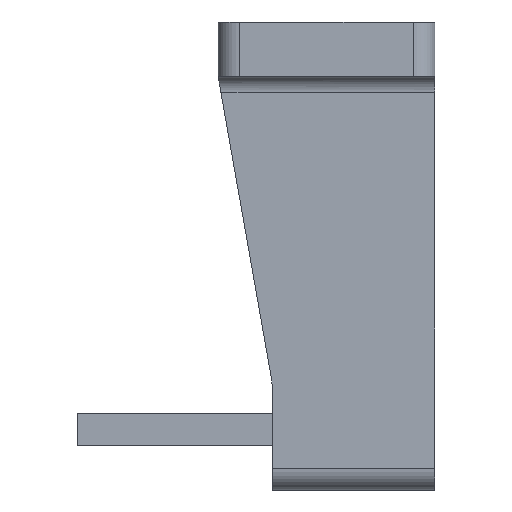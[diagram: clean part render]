
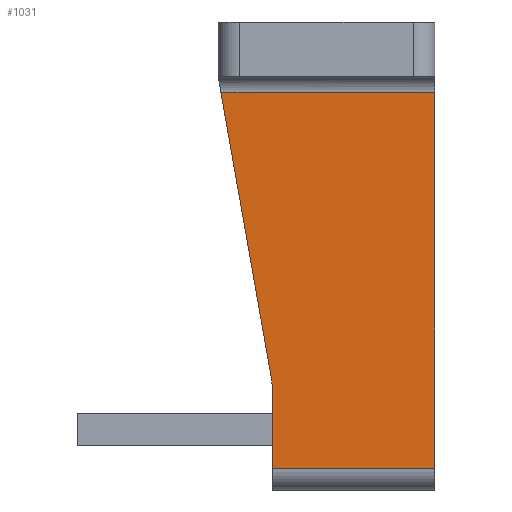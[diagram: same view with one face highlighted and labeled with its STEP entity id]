
A CAD part, left-side view. The second image highlights one B-rep face of the part: STEP entity #1031.
In plain terms, the highlighted face is planar.
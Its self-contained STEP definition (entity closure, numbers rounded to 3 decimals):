
#38=PLANE('',#1121);
#78=FACE_OUTER_BOUND('',#133,.T.);
#133=EDGE_LOOP('',(#734,#735,#736,#737,#738,#739));
#196=LINE('',#1536,#312);
#206=LINE('',#1567,#322);
#208=LINE('',#1572,#324);
#209=LINE('',#1574,#325);
#210=LINE('',#1575,#326);
#312=VECTOR('',#1224,10.);
#322=VECTOR('',#1248,10.);
#324=VECTOR('',#1254,10.);
#325=VECTOR('',#1255,15.);
#326=VECTOR('',#1256,23.175);
#421=CIRCLE('',#1110,5.);
#454=VERTEX_POINT('',#1516);
#455=VERTEX_POINT('',#1518);
#462=VERTEX_POINT('',#1534);
#475=VERTEX_POINT('',#1564);
#476=VERTEX_POINT('',#1566);
#478=VERTEX_POINT('',#1573);
#554=EDGE_CURVE('',#454,#455,#421,.T.);
#563=EDGE_CURVE('',#462,#454,#196,.T.);
#577=EDGE_CURVE('',#475,#476,#206,.T.);
#580=EDGE_CURVE('',#455,#475,#208,.T.);
#581=EDGE_CURVE('',#462,#478,#209,.T.);
#582=EDGE_CURVE('',#478,#476,#210,.T.);
#734=ORIENTED_EDGE('',*,*,#577,.F.);
#735=ORIENTED_EDGE('',*,*,#580,.F.);
#736=ORIENTED_EDGE('',*,*,#554,.F.);
#737=ORIENTED_EDGE('',*,*,#563,.F.);
#738=ORIENTED_EDGE('',*,*,#581,.T.);
#739=ORIENTED_EDGE('',*,*,#582,.T.);
#1031=ADVANCED_FACE('',(#78),#38,.T.);
#1110=AXIS2_PLACEMENT_3D('',#1519,#1211,#1212);
#1121=AXIS2_PLACEMENT_3D('',#1571,#1252,#1253);
#1211=DIRECTION('center_axis',(1.,0.,0.));
#1212=DIRECTION('ref_axis',(0.,-0.996,-0.087));
#1224=DIRECTION('',(0.,0.,-1.));
#1248=DIRECTION('',(0.,-1.,0.));
#1252=DIRECTION('center_axis',(1.,0.,0.));
#1253=DIRECTION('ref_axis',(0.,0.,-1.));
#1254=DIRECTION('',(0.,0.174,-0.985));
#1255=DIRECTION('',(0.,-1.,0.));
#1256=DIRECTION('',(0.,0.,-1.));
#1516=CARTESIAN_POINT('',(35.,15.,33.794));
#1518=CARTESIAN_POINT('',(35.,15.076,32.926));
#1519=CARTESIAN_POINT('Origin',(35.,20.,33.794));
#1534=CARTESIAN_POINT('',(35.,15.,41.175));
#1536=CARTESIAN_POINT('',(35.,15.,21.794));
#1564=CARTESIAN_POINT('',(35.,19.736,6.5));
#1566=CARTESIAN_POINT('',(35.,0.,6.5));
#1567=CARTESIAN_POINT('',(35.,1.5,6.5));
#1571=CARTESIAN_POINT('Origin',(35.,0.,13.));
#1572=CARTESIAN_POINT('',(35.,17.764,17.679));
#1573=CARTESIAN_POINT('',(35.,0.,41.175));
#1574=CARTESIAN_POINT('',(35.,15.,41.175));
#1575=CARTESIAN_POINT('',(35.,0.,41.175));
